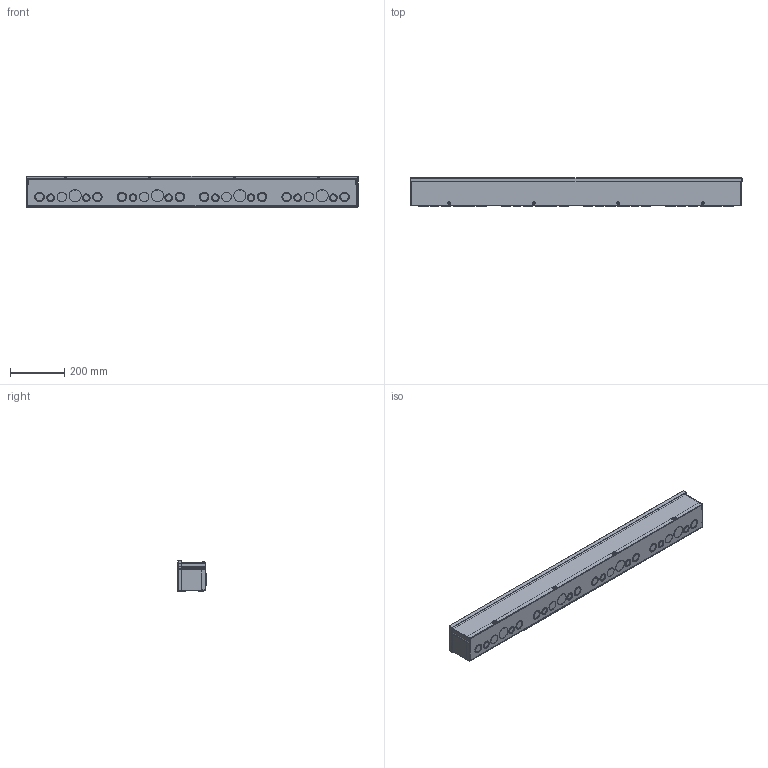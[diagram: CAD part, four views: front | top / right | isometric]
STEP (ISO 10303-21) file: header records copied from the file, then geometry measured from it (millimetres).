
FILE_DESCRIPTION(/* description */ ('RSCG, NEMA 3R, CS, BLR, 4X4X48'),/* implementation_level */ '2;1');
FILE_NAME(/* name */ 'RSCG040448.stp',/* time_stamp */ '2015-06-11T21:06:07+06:00',/* author */ ('schinnathambi'),/* organization */ (''),/* preprocessor_version */ 'ST-DEVELOPER v15.2',/* originating_system */ 'Autodesk Inventor 2014',/* authorisation */ '');
FILE_SCHEMA (('AUTOMOTIVE_DESIGN { 1 0 10303 214 3 1 1 }'));
Products named in the file (8): RSCG040448BLR; RSCG0448BTM; RSCG0448CAP; RSCG48STRAP; RSCG0448LID; 31813; HFW372196; RSCG040448
Bounding box: 1228.72 x 106.34 x 115.9 mm (x, y, z)
Volume: 1046161.4 mm3; surface area: 1363573.7 mm2
Topology: 28 solids, 30 shells, 1600 faces, 4092 edges, 2554 vertices
Faces by surface type: plane 732, cylinder 540, torus 136, bspline 128, cone 64
Full cylindrical faces by diameter (mm): 3.68 x8, 4.826 x64, 6.35 x6, 7.144 x4, 7.925 x4, 10.516 x4
Entity records: 48684 total; most frequent: CARTESIAN_POINT 15237, ORIENTED_EDGE 6796, DIRECTION 6532, EDGE_CURVE 3302, AXIS2_PLACEMENT_3D 2343, VERTEX_POINT 2079, LINE 1846, VECTOR 1846
